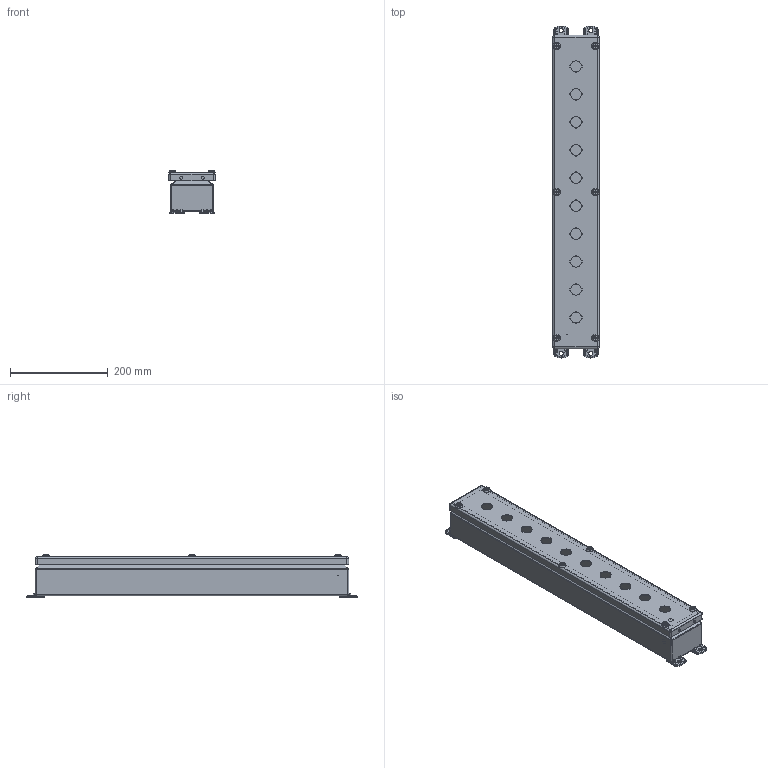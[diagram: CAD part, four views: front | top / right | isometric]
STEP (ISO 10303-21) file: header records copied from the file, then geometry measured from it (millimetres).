
FILE_DESCRIPTION(/* description */ ('1412SDMN 25.25" x 3.5" x 3" Assembly'),/* implementation_level */ '2;1');
FILE_NAME(/* name */ '1412SD240302MN.stp',/* time_stamp */ '2025-06-12T06:23:24-04:00',/* author */ ('BoxCad'),/* organization */ (''),/* preprocessor_version */ 'ST-DEVELOPER v20',/* originating_system */ 'Autodesk Inventor 2024',/* authorisation */ '');
FILE_SCHEMA (('AUTOMOTIVE_DESIGN { 1 0 10303 214 3 1 1 }'));
Length unit declared in the file: inch
Products named in the file (15): 1412SD240302MN; 1412SD240302MNB; 1412SD240302MNB-P; RIVET_NUT_M5_FH_OE; 885ESCHMF1-Feet; STK-Q-03071; RIVET_NUT_M6_FH_CE; 1412SD240302MNAK; STK-Q-03040; STK-Q-77290; 1412SD240302MNC; 1412SD240302MNC-P; 1412SD240302MNG; STK-P-02400S; STANDOFF_M6 x 10mm
Assembly tree (40 placements, depth 3):
  1412SD240302MN
    1412SD240302MNB
      1412SD240302MNB-P
      RIVET_NUT_M5_FH_OE  x6
      STK-P-02400S
      885ESCHMF1-Feet  x4
      STK-Q-03071  x4
      STANDOFF_M6 x 10mm
      RIVET_NUT_M6_FH_CE  x4
    1412SD240302MNAK
      STK-Q-03040  x6
      STK-Q-77290  x6
    1412SD240302MNC
      1412SD240302MNC-P
      1412SD240302MNG
      STK-P-02400S
      STANDOFF_M6 x 10mm
Bounding box: 94.9 x 679.35 x 87.39 mm (x, y, z)
Volume: 399933.3 mm3; surface area: 572071.5 mm2
Topology: 35 solids, 35 shells, 3722 faces, 9066 edges, 5354 vertices
Faces by surface type: cylinder 1268, plane 1026, torus 638, bspline 360, cone 284, sphere 146
Full cylindrical faces by diameter (mm): 0.762 x2, 0.9 x2, 3.5 x6, 4 x6, 4.9 x24, 5 x4, 5.029 x6, 5.03 x6, 5.1 x10, 5.842 x4, 5.9 x36, 6.1 x2, 7.024 x6, 7.036 x6, 10 x2, 12.7 x4, 15 x6
Entity records: 40157 total; most frequent: CARTESIAN_POINT 11864, DIRECTION 5968, ORIENTED_EDGE 5730, EDGE_CURVE 2865, AXIS2_PLACEMENT_3D 2222, VERTEX_POINT 1750, LINE 1524, VECTOR 1524
